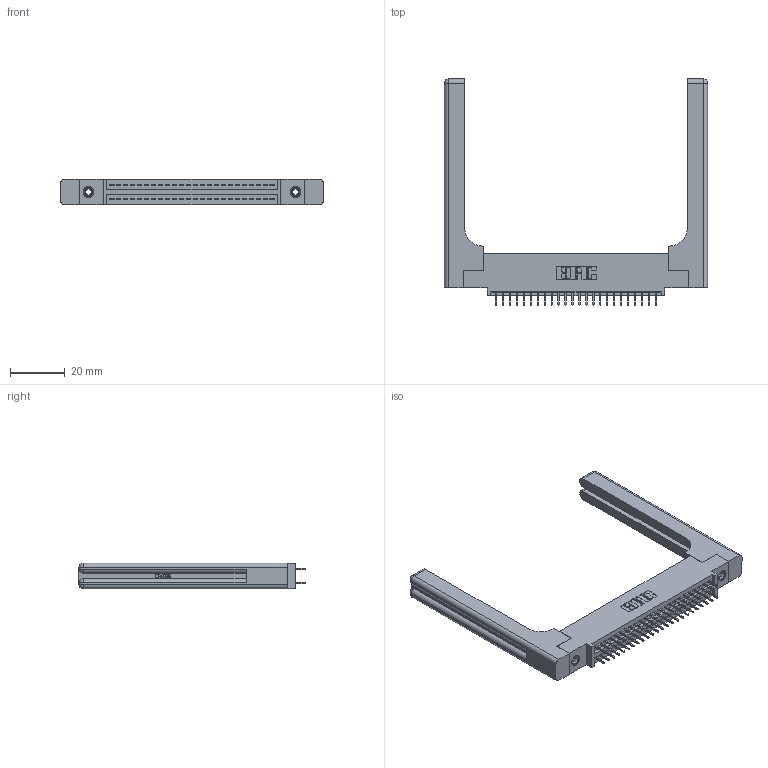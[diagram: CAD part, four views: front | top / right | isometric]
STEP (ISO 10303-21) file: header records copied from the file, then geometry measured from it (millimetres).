
FILE_DESCRIPTION (( 'STEP AP203' ), '1' );
FILE_NAME ('345-048-525-558.STEP', '2020-09-20T01:30:23', ( '' ), ( '' ), 'SwSTEP 2.0', 'SolidWorks 2020', '' );
FILE_SCHEMA (( 'CONFIG_CONTROL_DESIGN' ));
Length unit declared in the file: inch
Products named in the file (5): 345-220-058_345-220-058; 345 Part_0.110 Offset - 0.156 Dia-TH; 345-048-525-558; 345-250-001_345-250-001-102; 345-292-001_345-293-125
Assembly tree (53 placements, depth 2):
  345-048-525-558
    345 Part_0.110 Offset - 0.156 Dia-TH
    345-292-001_345-293-125  x48
    345-250-001_345-250-001-102  x2
    345-220-058_345-220-058  x2
Bounding box: 95.99 x 82.47 x 9.4 mm (x, y, z)
Volume: 17479.9 mm3; surface area: 17875.6 mm2
Topology: 53 solids, 53 shells, 2978 faces, 8363 edges, 5362 vertices
Faces by surface type: plane 2104, cylinder 814, bspline 36, cone 12, sphere 8, torus 4
Entity records: 26642 total; most frequent: CARTESIAN_POINT 5477, ORIENTED_EDGE 4208, DIRECTION 3784, EDGE_CURVE 2104, LINE 1788, VECTOR 1788, VERTEX_POINT 1390, AXIS2_PLACEMENT_3D 998
